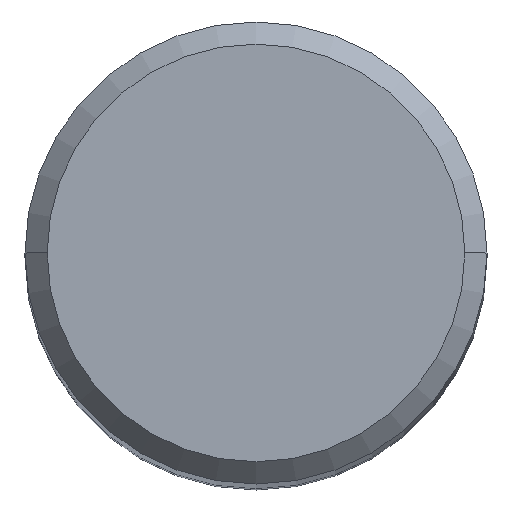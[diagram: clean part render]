
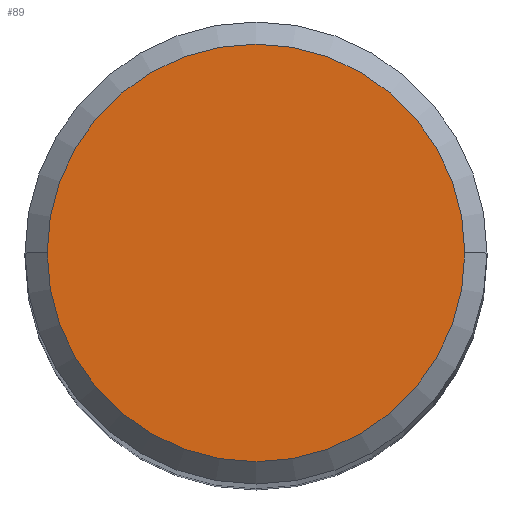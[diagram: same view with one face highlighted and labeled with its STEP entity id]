
A CAD part, top view. The second image highlights one B-rep face of the part: STEP entity #89.
In plain terms, the highlighted planar face has unit normal (0, 0, 1).
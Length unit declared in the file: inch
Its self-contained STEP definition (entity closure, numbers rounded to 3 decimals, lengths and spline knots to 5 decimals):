
#23 = AXIS2_PLACEMENT_3D ( 'NONE', #91, #63, #328 ) ;
#58 = CARTESIAN_POINT ( 'NONE',  ( 0.14125, 0., 2.5 ) ) ;
#63 = DIRECTION ( 'NONE',  ( 0., 0., 1. ) ) ;
#89 = ADVANCED_FACE ( 'NONE', ( #305 ), #157, .T. ) ;
#90 = CARTESIAN_POINT ( 'NONE',  ( 0., 0., 2.5 ) ) ;
#91 = CARTESIAN_POINT ( 'NONE',  ( 0., 0., 2.5 ) ) ;
#126 = EDGE_LOOP ( 'NONE', ( #182, #340 ) ) ;
#143 = CIRCLE ( 'NONE', #23, 0.14125 ) ;
#155 = DIRECTION ( 'NONE',  ( 1., 0., 0. ) ) ;
#157 = PLANE ( 'NONE',  #270 ) ;
#161 = EDGE_CURVE ( 'NONE', #234, #315, #143, .T. ) ;
#182 = ORIENTED_EDGE ( 'NONE', *, *, #161, .T. ) ;
#190 = CIRCLE ( 'NONE', #260, 0.14125 ) ;
#234 = VERTEX_POINT ( 'NONE', #297 ) ;
#238 = EDGE_CURVE ( 'NONE', #315, #234, #190, .T. ) ;
#248 = DIRECTION ( 'NONE',  ( 1., 0., 0. ) ) ;
#249 = DIRECTION ( 'NONE',  ( 0., 0., 1. ) ) ;
#260 = AXIS2_PLACEMENT_3D ( 'NONE', #90, #301, #248 ) ;
#270 = AXIS2_PLACEMENT_3D ( 'NONE', #303, #249, #155 ) ;
#297 = CARTESIAN_POINT ( 'NONE',  ( -0.14125, 0., 2.5 ) ) ;
#301 = DIRECTION ( 'NONE',  ( 0., 0., 1. ) ) ;
#303 = CARTESIAN_POINT ( 'NONE',  ( 0., 0., 2.5 ) ) ;
#305 = FACE_OUTER_BOUND ( 'NONE', #126, .T. ) ;
#315 = VERTEX_POINT ( 'NONE', #58 ) ;
#328 = DIRECTION ( 'NONE',  ( 1., 0., 0. ) ) ;
#340 = ORIENTED_EDGE ( 'NONE', *, *, #238, .T. ) ;
